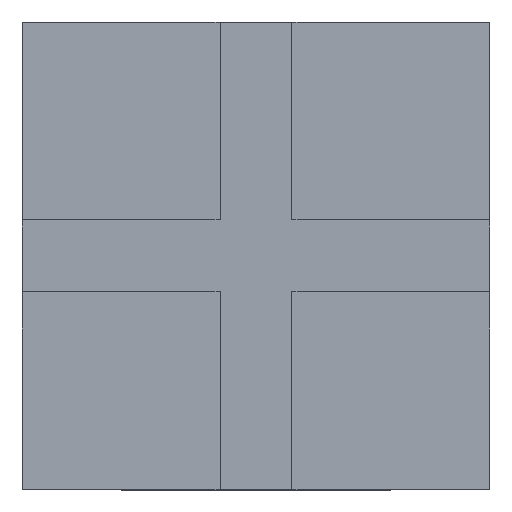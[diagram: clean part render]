
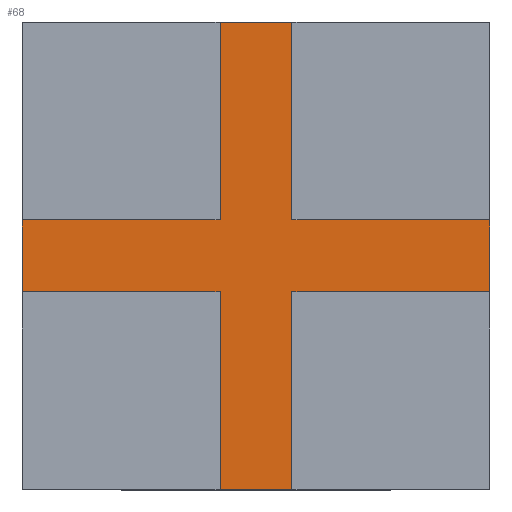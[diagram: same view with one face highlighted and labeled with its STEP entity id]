
A CAD part, top view. The second image highlights one B-rep face of the part: STEP entity #68.
In plain terms, the highlighted planar face has unit normal (0, 0, 1).
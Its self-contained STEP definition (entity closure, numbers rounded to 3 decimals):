
#22 = EDGE_CURVE ( 'NONE', #482, #564, #424, .T. ) ;
#32 = EDGE_CURVE ( 'NONE', #464, #257, #393, .T. ) ;
#34 = EDGE_CURVE ( 'NONE', #482, #464, #383, .T. ) ;
#37 = EDGE_CURVE ( 'NONE', #319, #564, #367, .T. ) ;
#40 = EDGE_CURVE ( 'NONE', #560, #310, #357, .T. ) ;
#56 = EDGE_CURVE ( 'NONE', #560, #257, #336, .T. ) ;
#68 = ADVANCED_FACE ( 'NONE', ( #300 ), #299, .F. ) ;
#99 = CARTESIAN_POINT ( 'NONE',  ( 6.5, -1., 4. ) ) ;
#101 = CARTESIAN_POINT ( 'NONE',  ( -1., 1., 4. ) ) ;
#106 = CARTESIAN_POINT ( 'NONE',  ( -6.5, -1., 4. ) ) ;
#115 = CARTESIAN_POINT ( 'NONE',  ( 1., 1., 4. ) ) ;
#117 = CARTESIAN_POINT ( 'NONE',  ( -1., -1., 4. ) ) ;
#120 = CARTESIAN_POINT ( 'NONE',  ( 1., 6.5, 4. ) ) ;
#121 = CARTESIAN_POINT ( 'NONE',  ( -1., 6.5, 4. ) ) ;
#127 = CARTESIAN_POINT ( 'NONE',  ( 1., -6.5, 4. ) ) ;
#257 = VERTEX_POINT ( 'NONE', #127 ) ;
#295 = DIRECTION ( 'NONE',  ( -1., 0., 0. ) ) ;
#296 = DIRECTION ( 'NONE',  ( 0., 0., -1. ) ) ;
#299 = PLANE ( 'NONE',  #615 ) ;
#300 = FACE_OUTER_BOUND ( 'NONE', #401, .T. ) ;
#301 = VERTEX_POINT ( 'NONE', #121 ) ;
#302 = VERTEX_POINT ( 'NONE', #120 ) ;
#306 = CARTESIAN_POINT ( 'NONE',  ( -6.5, 6.5, 4. ) ) ;
#310 = VERTEX_POINT ( 'NONE', #117 ) ;
#319 = VERTEX_POINT ( 'NONE', #115 ) ;
#334 = DIRECTION ( 'NONE',  ( 1., 0., 0. ) ) ;
#335 = CARTESIAN_POINT ( 'NONE',  ( -6.5, -6.5, 4. ) ) ;
#336 = LINE ( 'NONE', #335, #695 ) ;
#351 = DIRECTION ( 'NONE',  ( 0., 1., 0. ) ) ;
#357 = LINE ( 'NONE', #363, #710 ) ;
#362 = DIRECTION ( 'NONE',  ( 1., 0., 0. ) ) ;
#363 = CARTESIAN_POINT ( 'NONE',  ( -1., -6.5, 4. ) ) ;
#367 = LINE ( 'NONE', #370, #637 ) ;
#370 = CARTESIAN_POINT ( 'NONE',  ( 1., 1., 4. ) ) ;
#371 = VERTEX_POINT ( 'NONE', #106 ) ;
#373 = DIRECTION ( 'NONE',  ( -1., 0., 0. ) ) ;
#378 = DIRECTION ( 'NONE',  ( 0., -1., 0. ) ) ;
#379 = CARTESIAN_POINT ( 'NONE',  ( 1., -6.5, 4. ) ) ;
#383 = LINE ( 'NONE', #390, #630 ) ;
#389 = VERTEX_POINT ( 'NONE', #101 ) ;
#390 = CARTESIAN_POINT ( 'NONE',  ( 1., -1., 4. ) ) ;
#393 = LINE ( 'NONE', #379, #690 ) ;
#401 = EDGE_LOOP ( 'NONE', ( #504, #503, #502, #501, #500, #499, #498, #497, #496, #495, #494, #493 ) ) ;
#420 = DIRECTION ( 'NONE',  ( 0., 1., 0. ) ) ;
#421 = CARTESIAN_POINT ( 'NONE',  ( 6.5, -6.5, 4. ) ) ;
#424 = LINE ( 'NONE', #421, #760 ) ;
#464 = VERTEX_POINT ( 'NONE', #775 ) ;
#482 = VERTEX_POINT ( 'NONE', #99 ) ;
#493 = ORIENTED_EDGE ( 'NONE', *, *, #735, .F. ) ;
#494 = ORIENTED_EDGE ( 'NONE', *, *, #739, .T. ) ;
#495 = ORIENTED_EDGE ( 'NONE', *, *, #746, .F. ) ;
#496 = ORIENTED_EDGE ( 'NONE', *, *, #747, .F. ) ;
#497 = ORIENTED_EDGE ( 'NONE', *, *, #733, .T. ) ;
#498 = ORIENTED_EDGE ( 'NONE', *, *, #734, .F. ) ;
#499 = ORIENTED_EDGE ( 'NONE', *, *, #37, .F. ) ;
#500 = ORIENTED_EDGE ( 'NONE', *, *, #22, .T. ) ;
#501 = ORIENTED_EDGE ( 'NONE', *, *, #34, .F. ) ;
#502 = ORIENTED_EDGE ( 'NONE', *, *, #32, .F. ) ;
#503 = ORIENTED_EDGE ( 'NONE', *, *, #56, .T. ) ;
#504 = ORIENTED_EDGE ( 'NONE', *, *, #40, .F. ) ;
#560 = VERTEX_POINT ( 'NONE', #898 ) ;
#561 = VERTEX_POINT ( 'NONE', #896 ) ;
#564 = VERTEX_POINT ( 'NONE', #894 ) ;
#615 = AXIS2_PLACEMENT_3D ( 'NONE', #306, #296, #295 ) ;
#630 = VECTOR ( 'NONE', #373, 1000. ) ;
#637 = VECTOR ( 'NONE', #362, 1000. ) ;
#643 = VECTOR ( 'NONE', #869, 1000. ) ;
#652 = VECTOR ( 'NONE', #843, 1000. ) ;
#668 = VECTOR ( 'NONE', #839, 1000. ) ;
#676 = VECTOR ( 'NONE', #908, 1000. ) ;
#678 = VECTOR ( 'NONE', #905, 1000. ) ;
#679 = VECTOR ( 'NONE', #899, 1000. ) ;
#690 = VECTOR ( 'NONE', #378, 1000. ) ;
#695 = VECTOR ( 'NONE', #334, 1000. ) ;
#710 = VECTOR ( 'NONE', #351, 1000. ) ;
#733 = EDGE_CURVE ( 'NONE', #302, #301, #912, .T. ) ;
#734 = EDGE_CURVE ( 'NONE', #302, #319, #907, .T. ) ;
#735 = EDGE_CURVE ( 'NONE', #310, #371, #902, .T. ) ;
#739 = EDGE_CURVE ( 'NONE', #561, #371, #879, .T. ) ;
#746 = EDGE_CURVE ( 'NONE', #561, #389, #845, .T. ) ;
#747 = EDGE_CURVE ( 'NONE', #389, #301, #842, .T. ) ;
#760 = VECTOR ( 'NONE', #420, 1000. ) ;
#775 = CARTESIAN_POINT ( 'NONE',  ( 1., -1., 4. ) ) ;
#839 = DIRECTION ( 'NONE',  ( 0., 1., 0. ) ) ;
#840 = CARTESIAN_POINT ( 'NONE',  ( -1., 1., 4. ) ) ;
#842 = LINE ( 'NONE', #840, #668 ) ;
#843 = DIRECTION ( 'NONE',  ( 1., 0., 0. ) ) ;
#844 = CARTESIAN_POINT ( 'NONE',  ( -6.5, 1., 4. ) ) ;
#845 = LINE ( 'NONE', #844, #652 ) ;
#869 = DIRECTION ( 'NONE',  ( 0., -1., 0. ) ) ;
#879 = LINE ( 'NONE', #884, #643 ) ;
#884 = CARTESIAN_POINT ( 'NONE',  ( -6.5, -6.5, 4. ) ) ;
#894 = CARTESIAN_POINT ( 'NONE',  ( 6.5, 1., 4. ) ) ;
#896 = CARTESIAN_POINT ( 'NONE',  ( -6.5, 1., 4. ) ) ;
#898 = CARTESIAN_POINT ( 'NONE',  ( -1., -6.5, 4. ) ) ;
#899 = DIRECTION ( 'NONE',  ( -1., 0., 0. ) ) ;
#901 = CARTESIAN_POINT ( 'NONE',  ( -6.5, -1., 4. ) ) ;
#902 = LINE ( 'NONE', #901, #679 ) ;
#905 = DIRECTION ( 'NONE',  ( 0., -1., 0. ) ) ;
#906 = CARTESIAN_POINT ( 'NONE',  ( 1., 1., 4. ) ) ;
#907 = LINE ( 'NONE', #906, #678 ) ;
#908 = DIRECTION ( 'NONE',  ( -1., 0., 0. ) ) ;
#909 = CARTESIAN_POINT ( 'NONE',  ( -6.5, 6.5, 4. ) ) ;
#912 = LINE ( 'NONE', #909, #676 ) ;
